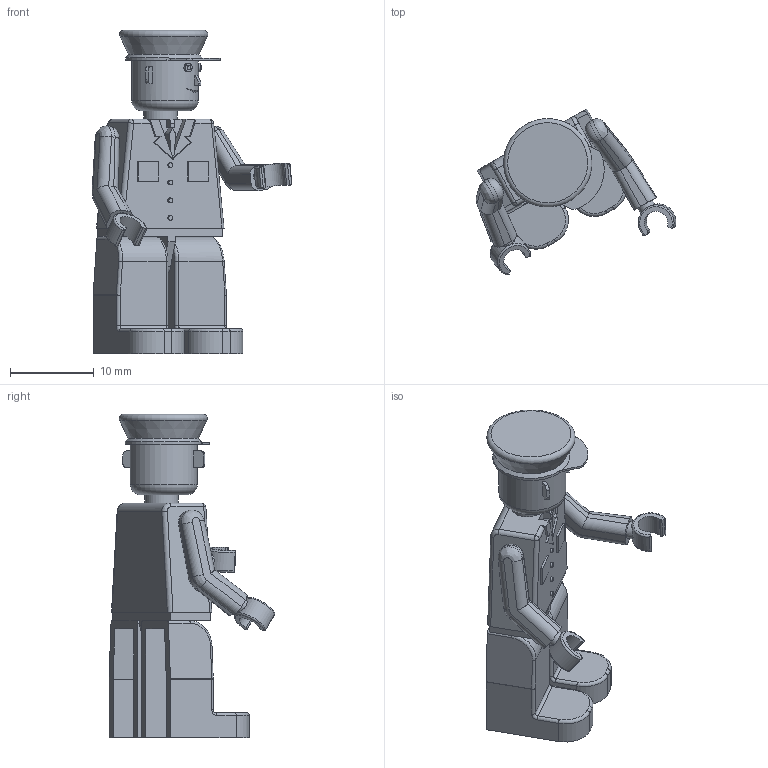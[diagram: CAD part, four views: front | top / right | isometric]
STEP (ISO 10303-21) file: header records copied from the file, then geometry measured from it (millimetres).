
FILE_DESCRIPTION(/* description */ ('Unknown'),/* implementation_level */ '2;1');
FILE_NAME(/* name */ 'miniMAN',/* time_stamp */ '2023-04-06T15:53:24+02:00',/* author */ ('Unknown'),/* organization */ ('Unknown'),/* preprocessor_version */ 'ST-DEVELOPER v16.7',/* originating_system */ 'Solid Edge',/* authorisation */ 'Unknown');
FILE_SCHEMA (('AUTOMOTIVE_DESIGN {1 0 10303 214 3 1 1}'));
Length unit declared in the file: millimetre
Products named in the file (6): miniMAN; miniLEG; miniCHESS; miniARMright; miniARMleft; miniHEAD
Assembly tree (5 placements, depth 2):
  miniMAN
    miniLEG
    miniCHESS
    miniARMright
    miniARMleft
    miniHEAD
Bounding box: 23.84 x 19.81 x 38.6 mm (x, y, z)
Volume: 2505.9 mm3; surface area: 2989.5 mm2
Topology: 5 solids, 5 shells, 295 faces, 720 edges, 457 vertices
Faces by surface type: plane 142, cylinder 103, bspline 24, torus 20, sphere 4, cone 2
Full cylindrical faces by diameter (mm): 0.547 x4, 1 x4, 1.5 x2, 2 x2, 4 x2, 8 x1
Entity records: 10829 total; most frequent: CARTESIAN_POINT 2368, DIRECTION 1420, ORIENTED_EDGE 1374, EDGE_CURVE 687, AXIS2_PLACEMENT_3D 510, VERTEX_POINT 447, LINE 400, VECTOR 400
